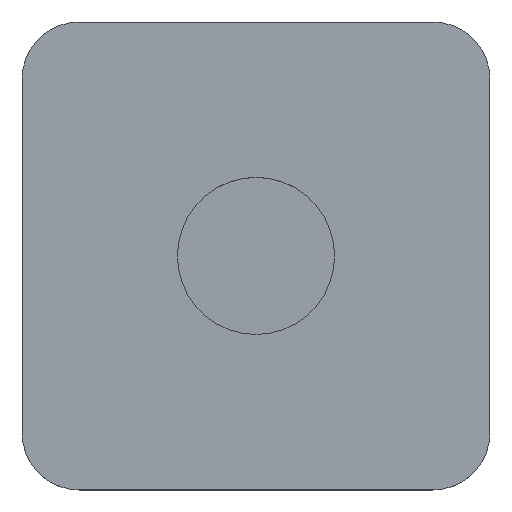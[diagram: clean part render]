
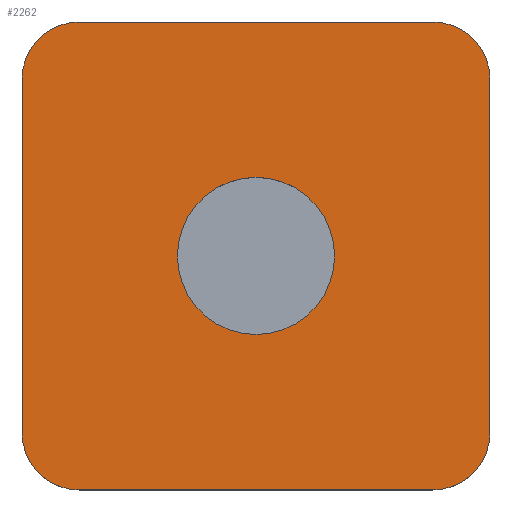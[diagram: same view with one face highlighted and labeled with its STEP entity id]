
A CAD part, top view. The second image highlights one B-rep face of the part: STEP entity #2262.
In plain terms, the highlighted planar face has unit normal (0, 0, 1).
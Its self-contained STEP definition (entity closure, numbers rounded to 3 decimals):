
#105=CIRCLE('',#2367,14.);
#106=CIRCLE('',#2369,14.);
#107=CIRCLE('',#2371,14.);
#108=CIRCLE('',#2373,14.);
#127=CIRCLE('',#2414,19.2);
#419=ORIENTED_EDGE('',*,*,#745,.T.);
#420=ORIENTED_EDGE('',*,*,#678,.T.);
#421=ORIENTED_EDGE('',*,*,#746,.T.);
#422=ORIENTED_EDGE('',*,*,#675,.T.);
#423=ORIENTED_EDGE('',*,*,#747,.T.);
#424=ORIENTED_EDGE('',*,*,#669,.T.);
#425=ORIENTED_EDGE('',*,*,#748,.T.);
#426=ORIENTED_EDGE('',*,*,#672,.T.);
#427=ORIENTED_EDGE('',*,*,#749,.F.);
#669=EDGE_CURVE('',#847,#848,#105,.T.);
#672=EDGE_CURVE('',#849,#850,#106,.T.);
#675=EDGE_CURVE('',#851,#852,#107,.T.);
#678=EDGE_CURVE('',#853,#854,#108,.T.);
#745=EDGE_CURVE('',#850,#853,#1046,.T.);
#746=EDGE_CURVE('',#854,#851,#1047,.T.);
#747=EDGE_CURVE('',#852,#847,#1048,.T.);
#748=EDGE_CURVE('',#848,#849,#1049,.T.);
#749=EDGE_CURVE('',#907,#907,#127,.T.);
#847=VERTEX_POINT('',#3135);
#848=VERTEX_POINT('',#3137);
#849=VERTEX_POINT('',#3141);
#850=VERTEX_POINT('',#3143);
#851=VERTEX_POINT('',#3147);
#852=VERTEX_POINT('',#3149);
#853=VERTEX_POINT('',#3153);
#854=VERTEX_POINT('',#3155);
#907=VERTEX_POINT('',#3332);
#1046=LINE('',#3327,#1182);
#1047=LINE('',#3328,#1183);
#1048=LINE('',#3329,#1184);
#1049=LINE('',#3330,#1185);
#1182=VECTOR('',#2811,1000.);
#1183=VECTOR('',#2812,1000.);
#1184=VECTOR('',#2813,1000.);
#1185=VECTOR('',#2814,1000.);
#1268=EDGE_LOOP('',(#419,#420,#421,#422,#423,#424,#425,#426));
#1269=EDGE_LOOP('',(#427));
#1402=FACE_BOUND('',#1268,.T.);
#1403=FACE_BOUND('',#1269,.T.);
#1507=PLANE('',#2413);
#2262=ADVANCED_FACE('',(#1402,#1403),#1507,.T.);
#2367=AXIS2_PLACEMENT_3D('',#3138,#2677,#2678);
#2369=AXIS2_PLACEMENT_3D('',#3144,#2683,#2684);
#2371=AXIS2_PLACEMENT_3D('',#3150,#2689,#2690);
#2373=AXIS2_PLACEMENT_3D('',#3156,#2695,#2696);
#2413=AXIS2_PLACEMENT_3D('',#3326,#2809,#2810);
#2414=AXIS2_PLACEMENT_3D('',#3331,#2815,#2816);
#2677=DIRECTION('',(0.,0.,1.));
#2678=DIRECTION('',(1.,0.,0.));
#2683=DIRECTION('',(0.,0.,1.));
#2684=DIRECTION('',(1.,0.,0.));
#2689=DIRECTION('',(0.,0.,1.));
#2690=DIRECTION('',(1.,0.,0.));
#2695=DIRECTION('',(0.,0.,1.));
#2696=DIRECTION('',(1.,0.,0.));
#2809=DIRECTION('',(0.,0.,1.));
#2810=DIRECTION('',(1.,0.,0.));
#2811=DIRECTION('',(0.,1.,0.));
#2812=DIRECTION('',(-1.,0.,0.));
#2813=DIRECTION('',(0.,-1.,0.));
#2814=DIRECTION('',(1.,0.,0.));
#2815=DIRECTION('',(0.,0.,1.));
#2816=DIRECTION('',(1.,0.,0.));
#3135=CARTESIAN_POINT('',(-57.15,-43.15,0.));
#3137=CARTESIAN_POINT('',(-43.15,-57.15,0.));
#3138=CARTESIAN_POINT('',(-43.15,-43.15,0.));
#3141=CARTESIAN_POINT('',(43.15,-57.15,0.));
#3143=CARTESIAN_POINT('',(57.15,-43.15,0.));
#3144=CARTESIAN_POINT('',(43.15,-43.15,0.));
#3147=CARTESIAN_POINT('',(-43.15,57.15,0.));
#3149=CARTESIAN_POINT('',(-57.15,43.15,0.));
#3150=CARTESIAN_POINT('',(-43.15,43.15,0.));
#3153=CARTESIAN_POINT('',(57.15,43.15,0.));
#3155=CARTESIAN_POINT('',(43.15,57.15,0.));
#3156=CARTESIAN_POINT('',(43.15,43.15,0.));
#3326=CARTESIAN_POINT('',(-57.15,57.15,0.));
#3327=CARTESIAN_POINT('',(57.15,57.15,0.));
#3328=CARTESIAN_POINT('',(-57.15,57.15,0.));
#3329=CARTESIAN_POINT('',(-57.15,57.15,0.));
#3330=CARTESIAN_POINT('',(-57.15,-57.15,0.));
#3331=CARTESIAN_POINT('',(0.,0.,0.));
#3332=CARTESIAN_POINT('',(19.2,0.,0.));
